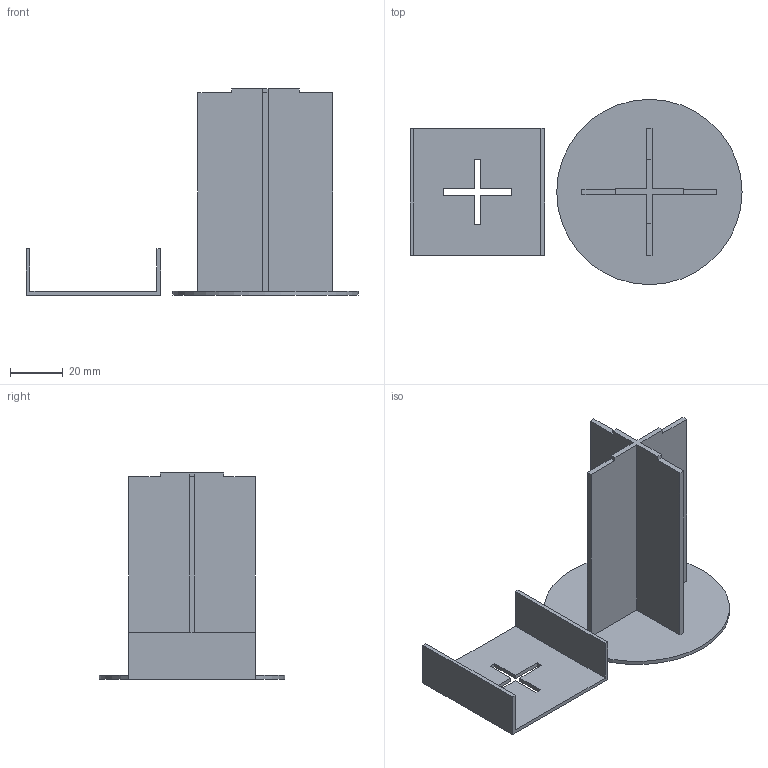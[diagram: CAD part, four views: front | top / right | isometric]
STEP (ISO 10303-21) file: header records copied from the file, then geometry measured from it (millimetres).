
FILE_DESCRIPTION(/* description */ ('','CAx-IF Rec.Pracs.---Representation and Presentation of Product Manufacturing Information (PMI)---4.0---2014-10-13'),/* implementation_level */ '2;1');
FILE_NAME(/* name */ 'ParkerMidleHolder v2.step',/* time_stamp */ '2024-12-14T12:00:16Z',/* author */ (''),/* organization */ (''),/* preprocessor_version */ 'ST-DEVELOPER v20',/* originating_system */ 'Autodesk Translation Framework v13.20.0.188',/* authorisation */ '');
FILE_SCHEMA (('AP242_MANAGED_MODEL_BASED_3D_ENGINEERING_MIM_LF { 1 0 10303 442 1 1 4 }'));
Length unit declared in the file: millimetre
Products named in the file (1): ParkerMidleHolder
Bounding box: 125.52 x 70.04 x 78 mm (x, y, z)
Volume: 26274.6 mm3; surface area: 31315.3 mm2
Topology: 2 solids, 2 shells, 46 faces, 123 edges, 82 vertices
Faces by surface type: plane 45, cylinder 1
Full cylindrical faces by diameter (mm): 70.036 x1
Entity records: 1445 total; most frequent: CARTESIAN_POINT 252, ORIENTED_EDGE 246, DIRECTION 219, EDGE_CURVE 123, LINE 121, VECTOR 121, VERTEX_POINT 82, EDGE_LOOP 49
